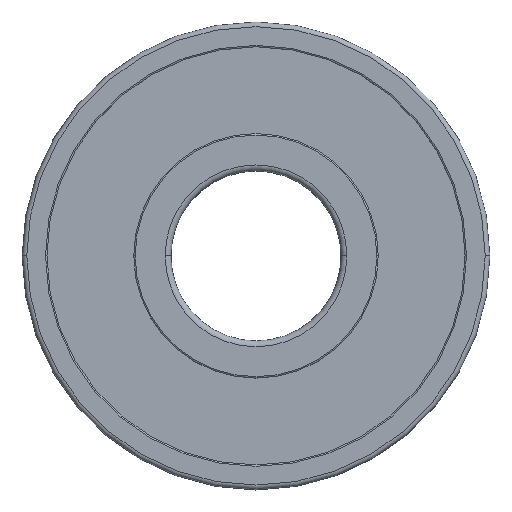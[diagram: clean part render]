
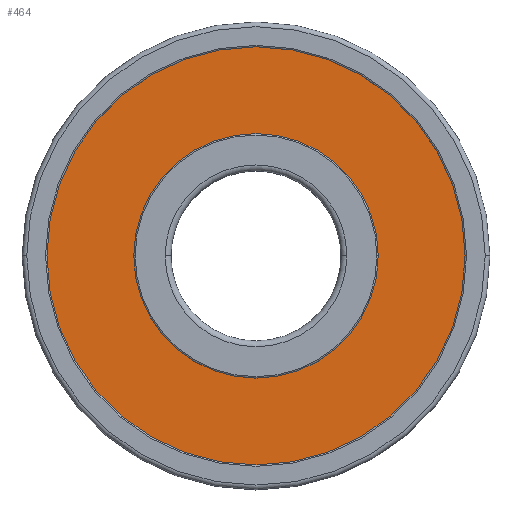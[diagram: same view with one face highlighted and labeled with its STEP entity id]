
A CAD part, top view. The second image highlights one B-rep face of the part: STEP entity #464.
In plain terms, the highlighted planar face has unit normal (0, 0, 1).
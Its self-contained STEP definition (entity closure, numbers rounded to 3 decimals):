
#24 = AXIS2_PLACEMENT_3D ( 'NONE', #1203, #520, #52 ) ;
#32 = CARTESIAN_POINT ( 'NONE',  ( 5.75, 0., 3.5 ) ) ;
#33 = ORIENTED_EDGE ( 'NONE', *, *, #537, .T. ) ;
#52 = DIRECTION ( 'NONE',  ( 1., 0., 0. ) ) ;
#90 = VERTEX_POINT ( 'NONE', #1099 ) ;
#114 = DIRECTION ( 'NONE',  ( 0., 0., 1. ) ) ;
#124 = VERTEX_POINT ( 'NONE', #32 ) ;
#136 = DIRECTION ( 'NONE',  ( 1., 0., 0. ) ) ;
#257 = VERTEX_POINT ( 'NONE', #1405 ) ;
#267 = EDGE_CURVE ( 'NONE', #480, #90, #1075, .T. ) ;
#322 = AXIS2_PLACEMENT_3D ( 'NONE', #1510, #712, #136 ) ;
#329 = AXIS2_PLACEMENT_3D ( 'NONE', #369, #114, #472 ) ;
#331 = ORIENTED_EDGE ( 'NONE', *, *, #1016, .F. ) ;
#369 = CARTESIAN_POINT ( 'NONE',  ( 0., 0., 3.5 ) ) ;
#462 = CIRCLE ( 'NONE', #1410, 5.75 ) ;
#464 = ADVANCED_FACE ( 'NONE', ( #1269, #739 ), #1093, .T. ) ;
#472 = DIRECTION ( 'NONE',  ( 1., 0., 0. ) ) ;
#479 = AXIS2_PLACEMENT_3D ( 'NONE', #557, #773, #664 ) ;
#480 = VERTEX_POINT ( 'NONE', #1338 ) ;
#520 = DIRECTION ( 'NONE',  ( 0., 0., 1. ) ) ;
#537 = EDGE_CURVE ( 'NONE', #90, #480, #1331, .T. ) ;
#557 = CARTESIAN_POINT ( 'NONE',  ( 0., 0., 3.5 ) ) ;
#664 = DIRECTION ( 'NONE',  ( 1., 0., 0. ) ) ;
#712 = DIRECTION ( 'NONE',  ( 0., 0., 1. ) ) ;
#739 = FACE_BOUND ( 'NONE', #1457, .T. ) ;
#773 = DIRECTION ( 'NONE',  ( 0., 0., 1. ) ) ;
#817 = DIRECTION ( 'NONE',  ( 0., 0., 1. ) ) ;
#930 = ORIENTED_EDGE ( 'NONE', *, *, #994, .F. ) ;
#972 = ORIENTED_EDGE ( 'NONE', *, *, #267, .T. ) ;
#994 = EDGE_CURVE ( 'NONE', #124, #257, #462, .T. ) ;
#1016 = EDGE_CURVE ( 'NONE', #257, #124, #1367, .T. ) ;
#1075 = CIRCLE ( 'NONE', #322, 9.833 ) ;
#1093 = PLANE ( 'NONE',  #24 ) ;
#1099 = CARTESIAN_POINT ( 'NONE',  ( -9.833, 0., 3.5 ) ) ;
#1203 = CARTESIAN_POINT ( 'NONE',  ( 0., 0., 3.5 ) ) ;
#1265 = DIRECTION ( 'NONE',  ( 1., 0., 0. ) ) ;
#1269 = FACE_OUTER_BOUND ( 'NONE', #1344, .T. ) ;
#1274 = CARTESIAN_POINT ( 'NONE',  ( 0., 0., 3.5 ) ) ;
#1331 = CIRCLE ( 'NONE', #479, 9.833 ) ;
#1338 = CARTESIAN_POINT ( 'NONE',  ( 9.833, 0., 3.5 ) ) ;
#1344 = EDGE_LOOP ( 'NONE', ( #33, #972 ) ) ;
#1367 = CIRCLE ( 'NONE', #329, 5.75 ) ;
#1405 = CARTESIAN_POINT ( 'NONE',  ( -5.75, 0., 3.5 ) ) ;
#1410 = AXIS2_PLACEMENT_3D ( 'NONE', #1274, #817, #1265 ) ;
#1457 = EDGE_LOOP ( 'NONE', ( #331, #930 ) ) ;
#1510 = CARTESIAN_POINT ( 'NONE',  ( 0., 0., 3.5 ) ) ;
